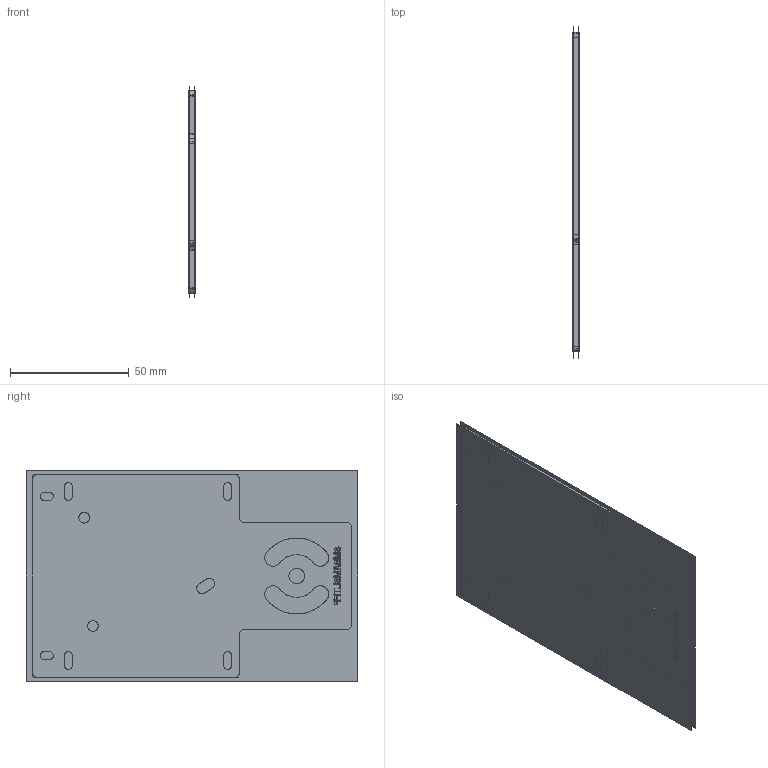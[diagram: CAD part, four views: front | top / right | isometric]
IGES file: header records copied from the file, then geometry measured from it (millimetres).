
Start section:  PTC IGES file: 194440.igs
Global section: file name: 194440.igs; native system: Creo Parametric by Parametric Technology Corporation; preprocessor: 2016010; author: PDMAdmin; organization: Unknown; date: 20160511.091401; units: millimetre
Bounding box: 2.91 x 139.36 x 88.4 mm (x, y, z)
Volume: 22158.2 mm3; surface area: 87225.8 mm2
Topology: 5 solids, 5 shells, 628 faces, 3156 edges, 3840 vertices
Faces by surface type: bspline 552, revolution 76
